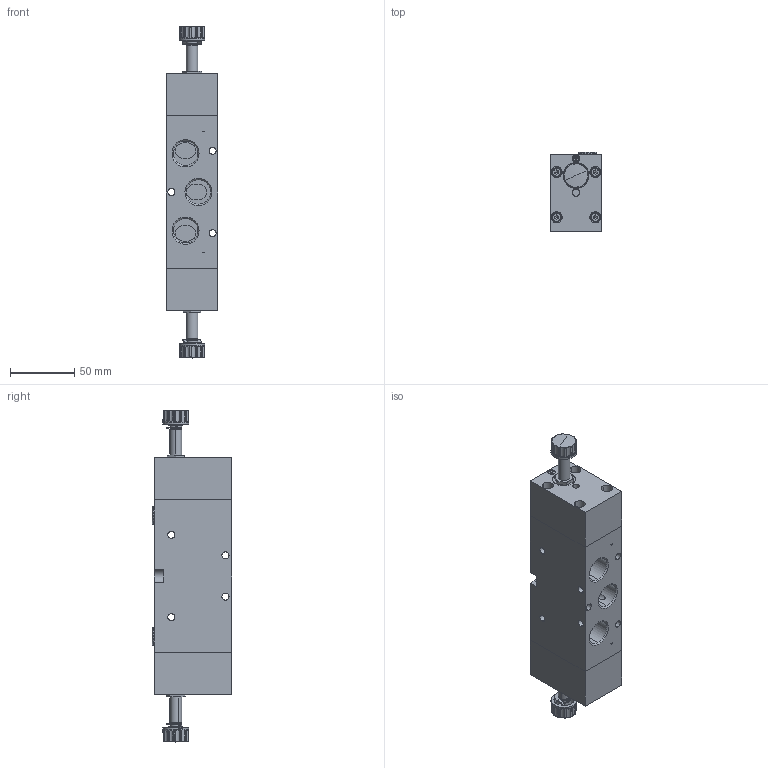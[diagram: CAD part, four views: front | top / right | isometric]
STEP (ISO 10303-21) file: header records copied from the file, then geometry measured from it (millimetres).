
FILE_DESCRIPTION (( 'STEP AP214' ), '1' );
FILE_NAME ('02_014_3.STEP', '2016-02-02T14:58:10', ( '' ), ( '' ), 'SwSTEP 2.0', 'SolidWorks 2016', '' );
FILE_SCHEMA (( 'AUTOMOTIVE_DESIGN' ));
Length unit declared in the file: millimetre
Products named in the file (1): 02_014_3
Bounding box: 40 x 61.5 x 257.4 mm (x, y, z)
Volume: 407223.1 mm3; surface area: 80898.4 mm2
Topology: 17 solids, 24 shells, 2487 faces, 6449 edges, 4066 vertices
Faces by surface type: cone 1165, cylinder 705, plane 482, torus 107, sphere 20, bspline 8
Entity records: 85326 total; most frequent: CARTESIAN_POINT 16059, DIRECTION 14076, ORIENTED_EDGE 12826, EDGE_CURVE 6413, AXIS2_PLACEMENT_3D 5786, VERTEX_POINT 4054, CIRCLE 3306, EDGE_LOOP 2591
